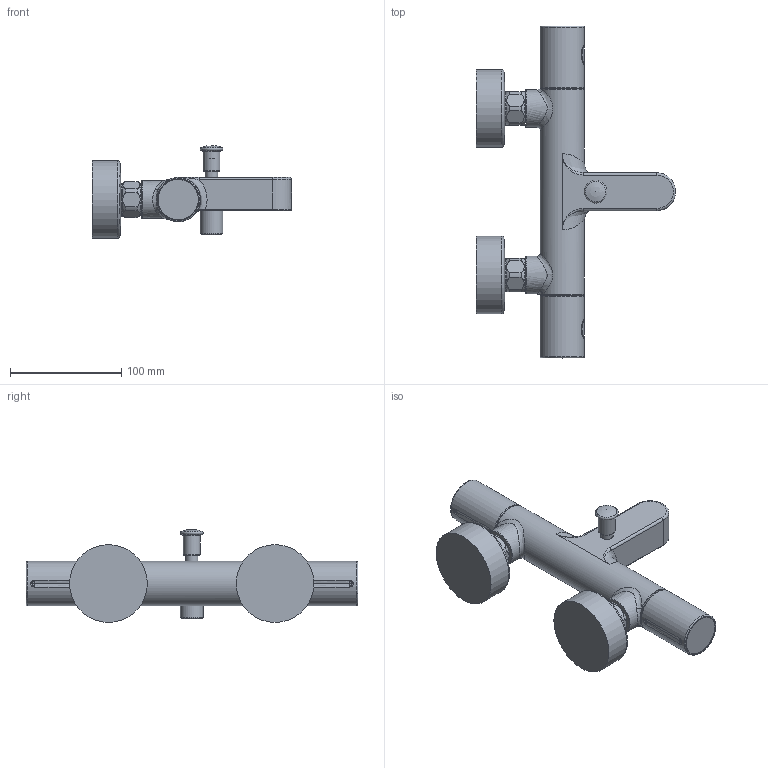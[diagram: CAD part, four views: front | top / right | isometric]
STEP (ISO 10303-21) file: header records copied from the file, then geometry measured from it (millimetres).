
FILE_DESCRIPTION(/* description */ ('Unknown'),/* implementation_level */ '2;1');
FILE_NAME(/* name */ '34215000d',/* time_stamp */ '2022-09-09T03:02:30+02:00',/* author */ ('Unknown'),/* organization */ ('GROHE AG'),/* preprocessor_version */ 'ST-DEVELOPER v16.7',/* originating_system */ 'DEX',/* authorisation */ $);
FILE_SCHEMA (('AUTOMOTIVE_DESIGN {1 0 10303 214 3 1 1}'));
Length unit declared in the file: millimetre
Products named in the file (7): 34215000d; id11; 081107 GTM1000C Handles Update02; 40.1203.0 Dummy f黵 Kunde; 50.9697.1_Standard; 50.9702.1_Standard; 50.9743.1_Standard
Assembly tree (6 placements, depth 2):
  34215000d
    id11
    081107 GTM1000C Handles Update02
    40.1203.0 Dummy f黵 Kunde
    50.9697.1_Standard
    50.9702.1_Standard
    50.9743.1_Standard
Bounding box: 179.22 x 298.82 x 83.63 mm (x, y, z)
Volume: 125.1 mm3; surface area: 103228.5 mm2
Topology: 1 solids, 55 shells, 853 faces, 3571 edges, 2674 vertices
Faces by surface type: plane 373, cylinder 289, bspline 89, torus 75, cone 21, sphere 6
Full cylindrical faces by diameter (mm): 5.1 x1, 5.375 x1, 6.175 x1, 8.4 x1, 8.925 x1, 9.5 x1, 9.725 x1, 10.7 x1, 11.2 x1, 11.4 x1, 12.4 x1, 12.8 x1, 12.996 x1, 13 x1, 13.2 x1, 13.6 x1, 14.9 x1, 15 x1, 15.196 x1, 16.05 x1, 16.25 x1, 17.2 x1, 17.55 x1, 19 x3, 20.15 x1, 20.5 x1, 20.9 x2, 22 x1, 23.9 x1, 24.25 x1
Entity records: 43848 total; most frequent: CARTESIAN_POINT 16527, ORIENTED_EDGE 5252, DIRECTION 5069, EDGE_CURVE 3388, VERTEX_POINT 2605, AXIS2_PLACEMENT_3D 1836, LINE 1397, VECTOR 1397
